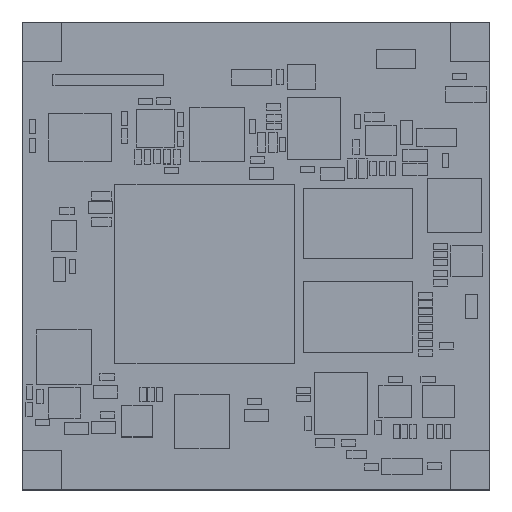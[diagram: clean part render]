
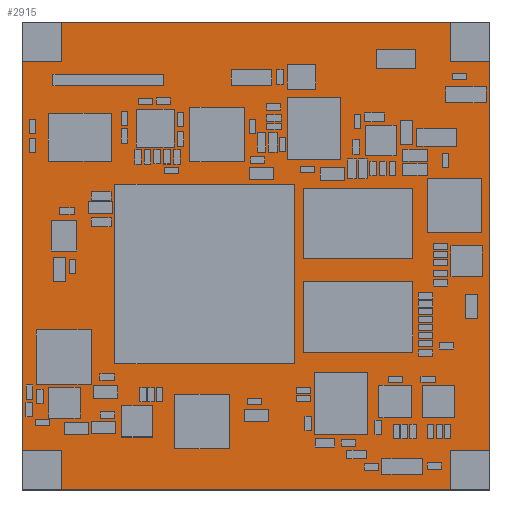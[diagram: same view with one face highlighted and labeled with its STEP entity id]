
A CAD part, top view. The second image highlights one B-rep face of the part: STEP entity #2915.
In plain terms, the highlighted planar face has unit normal (0, 0, 1).
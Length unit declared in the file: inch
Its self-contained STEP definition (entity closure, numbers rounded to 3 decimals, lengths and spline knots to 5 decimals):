
#1779=FACE_OUTER_BOUND($,#1917,.F.);
#1917=EDGE_LOOP($,(#3053,#3054,#3055,#3056));
#2055=AXIS2_PLACEMENT_3D($,#6179,#5203,$);
#2777=PLANE($,#2055);
#2915=ADVANCED_FACE($,(#1779),#2777,.T.);
#3053=ORIENTED_EDGE($,*,*,#3605,.T.);
#3054=ORIENTED_EDGE($,*,*,#3606,.T.);
#3055=ORIENTED_EDGE($,*,*,#3607,.T.);
#3056=ORIENTED_EDGE($,*,*,#3608,.T.);
#3605=EDGE_CURVE($,#4502,#4503,#4203,.T.);
#3606=EDGE_CURVE($,#4503,#4504,#4204,.T.);
#3607=EDGE_CURVE($,#4504,#4505,#4205,.T.);
#3608=EDGE_CURVE($,#4505,#4502,#4206,.T.);
#3904=VECTOR($,#5206,2.3622);
#3905=VECTOR($,#5207,2.3622);
#3906=VECTOR($,#5208,2.3622);
#3907=VECTOR($,#5209,2.3622);
#4203=LINE($,#6178,#3904);
#4204=LINE($,#6179,#3905);
#4205=LINE($,#6180,#3906);
#4206=LINE($,#6181,#3907);
#4502=VERTEX_POINT($,#6178);
#4503=VERTEX_POINT($,#6179);
#4504=VERTEX_POINT($,#6180);
#4505=VERTEX_POINT($,#6181);
#5203=DIRECTION($,(0.,0.,1.));
#5206=DIRECTION($,(0.,-1.,0.));
#5207=DIRECTION($,(-1.,0.,0.));
#5208=DIRECTION($,(0.,1.,0.));
#5209=DIRECTION($,(1.,0.,0.));
#6178=CARTESIAN_POINT('',(2.2363,2.0457,0.));
#6179=CARTESIAN_POINT('',(2.2363,-0.3165,0.));
#6180=CARTESIAN_POINT('',(-0.1259,-0.3165,0.));
#6181=CARTESIAN_POINT('',(-0.1259,2.0457,0.));
